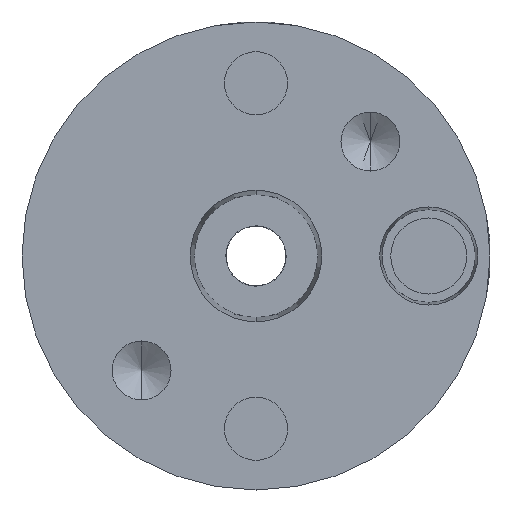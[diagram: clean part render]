
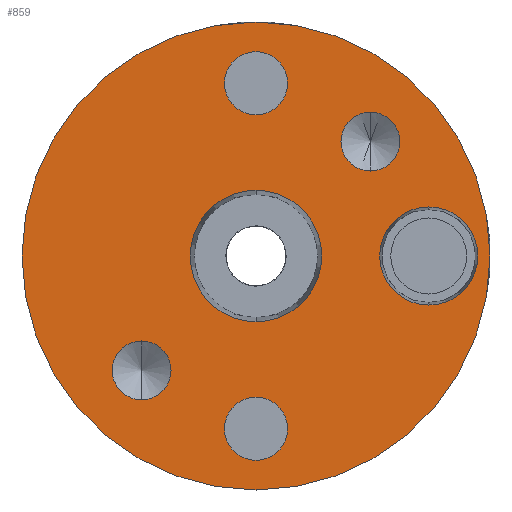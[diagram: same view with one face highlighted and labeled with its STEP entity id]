
A CAD part, front view. The second image highlights one B-rep face of the part: STEP entity #859.
In plain terms, the highlighted planar face has unit normal (0, -1, 0).
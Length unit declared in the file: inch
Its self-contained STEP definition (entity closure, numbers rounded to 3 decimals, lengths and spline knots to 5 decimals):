
#36 = EDGE_CURVE ( 'NONE', #4303, #1953, #643, .T. ) ;
#49 = DIRECTION ( 'NONE',  ( 0., 0., -1. ) ) ;
#78 = CARTESIAN_POINT ( 'NONE',  ( 0.55, 0., 0. ) ) ;
#129 = DIRECTION ( 'NONE',  ( 0., 1., 0. ) ) ;
#132 = CARTESIAN_POINT ( 'NONE',  ( 0.55, 0., -0.15625 ) ) ;
#223 = DIRECTION ( 'NONE',  ( 0., 0., -1. ) ) ;
#231 = CIRCLE ( 'NONE', #3525, 0.1005 ) ;
#257 = CIRCLE ( 'NONE', #4492, 0.745 ) ;
#291 = EDGE_CURVE ( 'NONE', #386, #753, #3461, .T. ) ;
#319 = EDGE_CURVE ( 'NONE', #3603, #4143, #2236, .T. ) ;
#331 = EDGE_LOOP ( 'NONE', ( #854, #2897 ) ) ;
#386 = VERTEX_POINT ( 'NONE', #1403 ) ;
#398 = ORIENTED_EDGE ( 'NONE', *, *, #1406, .F. ) ;
#403 = CARTESIAN_POINT ( 'NONE',  ( 0.36416, 0., 0.45791 ) ) ;
#405 = VERTEX_POINT ( 'NONE', #2173 ) ;
#489 = DIRECTION ( 'NONE',  ( 0., 0., 1. ) ) ;
#525 = CARTESIAN_POINT ( 'NONE',  ( -0.36416, 0., -0.45791 ) ) ;
#557 = FACE_BOUND ( 'NONE', #4145, .T. ) ;
#562 = CARTESIAN_POINT ( 'NONE',  ( 0.36416, 0., 0.36416 ) ) ;
#593 = FACE_BOUND ( 'NONE', #997, .T. ) ;
#600 = CARTESIAN_POINT ( 'NONE',  ( 0., 0., 0.55 ) ) ;
#604 = CARTESIAN_POINT ( 'NONE',  ( 0.55, 0., 0. ) ) ;
#643 = CIRCLE ( 'NONE', #1790, 0.09375 ) ;
#653 = EDGE_LOOP ( 'NONE', ( #4354, #1673 ) ) ;
#656 = DIRECTION ( 'NONE',  ( 0., -1., 0. ) ) ;
#753 = VERTEX_POINT ( 'NONE', #4206 ) ;
#782 = DIRECTION ( 'NONE',  ( 0., 0., -1. ) ) ;
#810 = DIRECTION ( 'NONE',  ( 0., 0., -1. ) ) ;
#819 = DIRECTION ( 'NONE',  ( 0., -1., 0. ) ) ;
#854 = ORIENTED_EDGE ( 'NONE', *, *, #291, .F. ) ;
#859 = ADVANCED_FACE ( 'NONE', ( #3841, #593, #1308, #2746, #942, #557, #4234 ), #2391, .T. ) ;
#942 = FACE_BOUND ( 'NONE', #1137, .T. ) ;
#947 = DIRECTION ( 'NONE',  ( 0., 0., -1. ) ) ;
#997 = EDGE_LOOP ( 'NONE', ( #1159, #4263 ) ) ;
#1005 = DIRECTION ( 'NONE',  ( 0., -1., 0. ) ) ;
#1012 = DIRECTION ( 'NONE',  ( 0., 0., -1. ) ) ;
#1023 = ORIENTED_EDGE ( 'NONE', *, *, #2226, .F. ) ;
#1137 = EDGE_LOOP ( 'NONE', ( #4768, #3477 ) ) ;
#1159 = ORIENTED_EDGE ( 'NONE', *, *, #3978, .F. ) ;
#1172 = CARTESIAN_POINT ( 'NONE',  ( -0.36416, 0., -0.27041 ) ) ;
#1193 = CARTESIAN_POINT ( 'NONE',  ( -0.36416, 0., -0.36416 ) ) ;
#1206 = CARTESIAN_POINT ( 'NONE',  ( -0.36416, 0., -0.36416 ) ) ;
#1218 = CARTESIAN_POINT ( 'NONE',  ( 0., 0., -0.55 ) ) ;
#1229 = EDGE_CURVE ( 'NONE', #405, #2325, #2540, .T. ) ;
#1271 = VERTEX_POINT ( 'NONE', #2640 ) ;
#1272 = AXIS2_PLACEMENT_3D ( 'NONE', #1278, #3452, #782 ) ;
#1278 = CARTESIAN_POINT ( 'NONE',  ( 0., 0., 0. ) ) ;
#1308 = FACE_BOUND ( 'NONE', #331, .T. ) ;
#1320 = DIRECTION ( 'NONE',  ( 0., -1., 0. ) ) ;
#1321 = CARTESIAN_POINT ( 'NONE',  ( 0.36416, 0., 0.27041 ) ) ;
#1327 = ORIENTED_EDGE ( 'NONE', *, *, #3979, .F. ) ;
#1399 = CIRCLE ( 'NONE', #2910, 0.09375 ) ;
#1403 = CARTESIAN_POINT ( 'NONE',  ( 0., 0., 0.4495 ) ) ;
#1406 = EDGE_CURVE ( 'NONE', #2325, #405, #257, .T. ) ;
#1417 = VERTEX_POINT ( 'NONE', #1981 ) ;
#1433 = AXIS2_PLACEMENT_3D ( 'NONE', #4517, #2941, #49 ) ;
#1517 = EDGE_CURVE ( 'NONE', #753, #386, #4343, .T. ) ;
#1573 = DIRECTION ( 'NONE',  ( 0., -1., 0. ) ) ;
#1673 = ORIENTED_EDGE ( 'NONE', *, *, #2292, .F. ) ;
#1749 = EDGE_CURVE ( 'NONE', #3583, #1814, #1399, .T. ) ;
#1755 = DIRECTION ( 'NONE',  ( 0., -1., 0. ) ) ;
#1760 = AXIS2_PLACEMENT_3D ( 'NONE', #1193, #819, #4424 ) ;
#1790 = AXIS2_PLACEMENT_3D ( 'NONE', #562, #4607, #947 ) ;
#1814 = VERTEX_POINT ( 'NONE', #525 ) ;
#1850 = EDGE_CURVE ( 'NONE', #1271, #2016, #231, .T. ) ;
#1862 = AXIS2_PLACEMENT_3D ( 'NONE', #2456, #656, #1012 ) ;
#1943 = EDGE_LOOP ( 'NONE', ( #398, #2658 ) ) ;
#1953 = VERTEX_POINT ( 'NONE', #1321 ) ;
#1981 = CARTESIAN_POINT ( 'NONE',  ( 0., 0., -0.20931 ) ) ;
#1982 = CIRCLE ( 'NONE', #2737, 0.1005 ) ;
#2016 = VERTEX_POINT ( 'NONE', #3429 ) ;
#2023 = CARTESIAN_POINT ( 'NONE',  ( 0., 0., 0.20931 ) ) ;
#2029 = AXIS2_PLACEMENT_3D ( 'NONE', #4164, #1573, #2651 ) ;
#2055 = CARTESIAN_POINT ( 'NONE',  ( 0., 0., 0. ) ) ;
#2086 = CARTESIAN_POINT ( 'NONE',  ( 0., 0., -0.55 ) ) ;
#2107 = DIRECTION ( 'NONE',  ( 0., 0., -1. ) ) ;
#2108 = DIRECTION ( 'NONE',  ( 0., 0., 1. ) ) ;
#2167 = AXIS2_PLACEMENT_3D ( 'NONE', #604, #1005, #2431 ) ;
#2173 = CARTESIAN_POINT ( 'NONE',  ( 0., 0., -0.745 ) ) ;
#2226 = EDGE_CURVE ( 'NONE', #1814, #3583, #4133, .T. ) ;
#2236 = CIRCLE ( 'NONE', #2167, 0.15625 ) ;
#2242 = AXIS2_PLACEMENT_3D ( 'NONE', #4680, #4308, #2108 ) ;
#2269 = EDGE_LOOP ( 'NONE', ( #1023, #4521 ) ) ;
#2292 = EDGE_CURVE ( 'NONE', #2016, #1271, #1982, .T. ) ;
#2299 = DIRECTION ( 'NONE',  ( 0., -1., 0. ) ) ;
#2325 = VERTEX_POINT ( 'NONE', #2676 ) ;
#2391 = PLANE ( 'NONE',  #1862 ) ;
#2431 = DIRECTION ( 'NONE',  ( 0., 0., -1. ) ) ;
#2456 = CARTESIAN_POINT ( 'NONE',  ( 0., 0., 0. ) ) ;
#2465 = AXIS2_PLACEMENT_3D ( 'NONE', #2839, #1755, #2107 ) ;
#2540 = CIRCLE ( 'NONE', #2242, 0.745 ) ;
#2640 = CARTESIAN_POINT ( 'NONE',  ( 0., 0., -0.6505 ) ) ;
#2644 = DIRECTION ( 'NONE',  ( 0., -1., 0. ) ) ;
#2651 = DIRECTION ( 'NONE',  ( 0., 0., -1. ) ) ;
#2658 = ORIENTED_EDGE ( 'NONE', *, *, #1229, .F. ) ;
#2676 = CARTESIAN_POINT ( 'NONE',  ( 0., 0., 0.745 ) ) ;
#2737 = AXIS2_PLACEMENT_3D ( 'NONE', #1218, #2299, #4063 ) ;
#2746 = FACE_BOUND ( 'NONE', #653, .T. ) ;
#2839 = CARTESIAN_POINT ( 'NONE',  ( 0., 0., 0.55 ) ) ;
#2897 = ORIENTED_EDGE ( 'NONE', *, *, #1517, .F. ) ;
#2909 = DIRECTION ( 'NONE',  ( 0., -1., 0. ) ) ;
#2910 = AXIS2_PLACEMENT_3D ( 'NONE', #1206, #2644, #810 ) ;
#2941 = DIRECTION ( 'NONE',  ( 0., -1., 0. ) ) ;
#2987 = VERTEX_POINT ( 'NONE', #2023 ) ;
#2989 = CIRCLE ( 'NONE', #4571, 0.15625 ) ;
#3111 = CARTESIAN_POINT ( 'NONE',  ( 0.55, 0., 0.15625 ) ) ;
#3307 = CIRCLE ( 'NONE', #1272, 0.20931 ) ;
#3429 = CARTESIAN_POINT ( 'NONE',  ( 0., 0., -0.4495 ) ) ;
#3452 = DIRECTION ( 'NONE',  ( 0., -1., 0. ) ) ;
#3461 = CIRCLE ( 'NONE', #2465, 0.1005 ) ;
#3477 = ORIENTED_EDGE ( 'NONE', *, *, #4279, .F. ) ;
#3525 = AXIS2_PLACEMENT_3D ( 'NONE', #2086, #3808, #3536 ) ;
#3536 = DIRECTION ( 'NONE',  ( 0., 0., -1. ) ) ;
#3583 = VERTEX_POINT ( 'NONE', #1172 ) ;
#3603 = VERTEX_POINT ( 'NONE', #132 ) ;
#3630 = AXIS2_PLACEMENT_3D ( 'NONE', #600, #1320, #223 ) ;
#3639 = CIRCLE ( 'NONE', #1433, 0.09375 ) ;
#3760 = ORIENTED_EDGE ( 'NONE', *, *, #4121, .F. ) ;
#3808 = DIRECTION ( 'NONE',  ( 0., -1., 0. ) ) ;
#3841 = FACE_BOUND ( 'NONE', #2269, .T. ) ;
#3978 = EDGE_CURVE ( 'NONE', #1953, #4303, #3639, .T. ) ;
#3979 = EDGE_CURVE ( 'NONE', #1417, #2987, #4099, .T. ) ;
#4023 = DIRECTION ( 'NONE',  ( 0., 0., -1. ) ) ;
#4063 = DIRECTION ( 'NONE',  ( 0., 0., -1. ) ) ;
#4099 = CIRCLE ( 'NONE', #2029, 0.20931 ) ;
#4121 = EDGE_CURVE ( 'NONE', #2987, #1417, #3307, .T. ) ;
#4133 = CIRCLE ( 'NONE', #1760, 0.09375 ) ;
#4143 = VERTEX_POINT ( 'NONE', #3111 ) ;
#4145 = EDGE_LOOP ( 'NONE', ( #1327, #3760 ) ) ;
#4164 = CARTESIAN_POINT ( 'NONE',  ( 0., 0., 0. ) ) ;
#4206 = CARTESIAN_POINT ( 'NONE',  ( 0., 0., 0.6505 ) ) ;
#4234 = FACE_OUTER_BOUND ( 'NONE', #1943, .T. ) ;
#4263 = ORIENTED_EDGE ( 'NONE', *, *, #36, .F. ) ;
#4279 = EDGE_CURVE ( 'NONE', #4143, #3603, #2989, .T. ) ;
#4303 = VERTEX_POINT ( 'NONE', #403 ) ;
#4308 = DIRECTION ( 'NONE',  ( 0., 1., 0. ) ) ;
#4343 = CIRCLE ( 'NONE', #3630, 0.1005 ) ;
#4354 = ORIENTED_EDGE ( 'NONE', *, *, #1850, .F. ) ;
#4424 = DIRECTION ( 'NONE',  ( 0., 0., -1. ) ) ;
#4492 = AXIS2_PLACEMENT_3D ( 'NONE', #2055, #129, #489 ) ;
#4517 = CARTESIAN_POINT ( 'NONE',  ( 0.36416, 0., 0.36416 ) ) ;
#4521 = ORIENTED_EDGE ( 'NONE', *, *, #1749, .F. ) ;
#4571 = AXIS2_PLACEMENT_3D ( 'NONE', #78, #2909, #4023 ) ;
#4607 = DIRECTION ( 'NONE',  ( 0., -1., 0. ) ) ;
#4680 = CARTESIAN_POINT ( 'NONE',  ( 0., 0., 0. ) ) ;
#4768 = ORIENTED_EDGE ( 'NONE', *, *, #319, .F. ) ;
